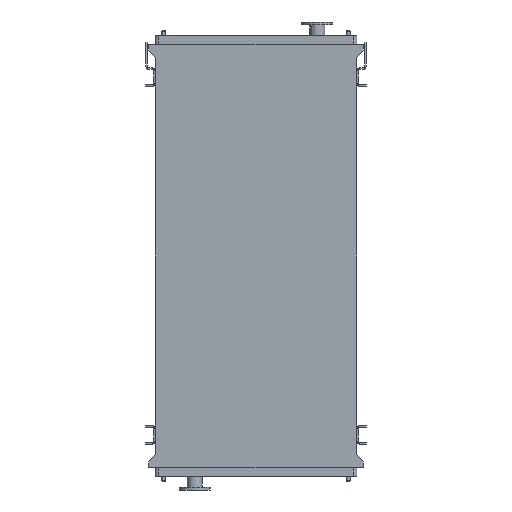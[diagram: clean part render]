
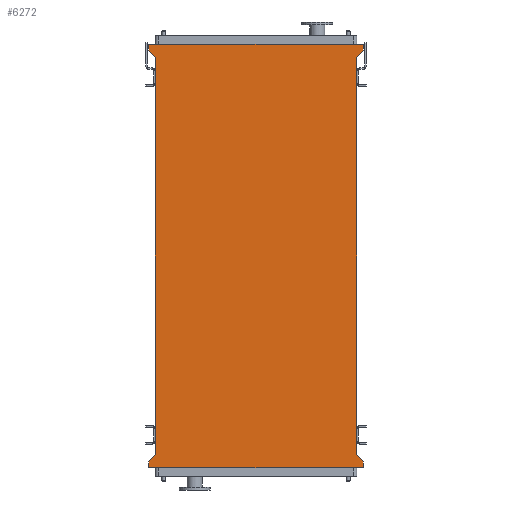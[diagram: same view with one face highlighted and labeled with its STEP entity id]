
A CAD part, front view. The second image highlights one B-rep face of the part: STEP entity #6272.
In plain terms, the highlighted planar face has unit normal (0, -1, 0).
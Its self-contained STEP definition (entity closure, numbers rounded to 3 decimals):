
#131 = CARTESIAN_POINT ( 'NONE',  ( -771., 0., -2945. ) ) ;
#173 = DIRECTION ( 'NONE',  ( 0., 0., 1. ) ) ;
#539 = CARTESIAN_POINT ( 'NONE',  ( 725., 0., -2850. ) ) ;
#759 = CARTESIAN_POINT ( 'NONE',  ( -771., 0., 95. ) ) ;
#1127 = CARTESIAN_POINT ( 'NONE',  ( -771., 0., -2903. ) ) ;
#1245 = VECTOR ( 'NONE', #15901, 1000. ) ;
#1342 = CARTESIAN_POINT ( 'NONE',  ( 725., 0., -2850. ) ) ;
#1603 = DIRECTION ( 'NONE',  ( 0., 0., 1. ) ) ;
#1750 = DIRECTION ( 'NONE',  ( 0., 0., -1. ) ) ;
#1811 = DIRECTION ( 'NONE',  ( 0., -1., 0. ) ) ;
#1854 = CARTESIAN_POINT ( 'NONE',  ( 725., 0., 0. ) ) ;
#1972 = PLANE ( 'NONE',  #8342 ) ;
#2062 = LINE ( 'NONE', #131, #9688 ) ;
#2203 = CARTESIAN_POINT ( 'NONE',  ( 771., 0., -2903. ) ) ;
#2346 = ORIENTED_EDGE ( 'NONE', *, *, #5286, .F. ) ;
#2372 = ORIENTED_EDGE ( 'NONE', *, *, #5917, .T. ) ;
#3079 = VERTEX_POINT ( 'NONE', #16275 ) ;
#3186 = VECTOR ( 'NONE', #9943, 1000. ) ;
#3199 = CARTESIAN_POINT ( 'NONE',  ( 725., 0., -2850. ) ) ;
#3400 = VERTEX_POINT ( 'NONE', #4988 ) ;
#3813 = CARTESIAN_POINT ( 'NONE',  ( -725., 0., -2850. ) ) ;
#4139 = CARTESIAN_POINT ( 'NONE',  ( -771., 0., 95. ) ) ;
#4486 = VECTOR ( 'NONE', #11922, 1000. ) ;
#4525 = VECTOR ( 'NONE', #16320, 1000. ) ;
#4896 = EDGE_CURVE ( 'NONE', #14901, #10930, #12419, .T. ) ;
#4988 = CARTESIAN_POINT ( 'NONE',  ( -771., 0., 53. ) ) ;
#5049 = ORIENTED_EDGE ( 'NONE', *, *, #5262, .F. ) ;
#5262 = EDGE_CURVE ( 'NONE', #12861, #9156, #7876, .T. ) ;
#5286 = EDGE_CURVE ( 'NONE', #3400, #14901, #6969, .T. ) ;
#5289 = EDGE_CURVE ( 'NONE', #9862, #9081, #10468, .T. ) ;
#5402 = EDGE_CURVE ( 'NONE', #11086, #12861, #16346, .T. ) ;
#5538 = EDGE_CURVE ( 'NONE', #10930, #3079, #8295, .T. ) ;
#5605 = EDGE_CURVE ( 'NONE', #6388, #9862, #2062, .T. ) ;
#5917 = EDGE_CURVE ( 'NONE', #11086, #16031, #6460, .T. ) ;
#5945 = EDGE_CURVE ( 'NONE', #11153, #3400, #12383, .T. ) ;
#5975 = EDGE_CURVE ( 'NONE', #9081, #11153, #11674, .T. ) ;
#6065 = EDGE_CURVE ( 'NONE', #3079, #16031, #12552, .T. ) ;
#6190 = EDGE_CURVE ( 'NONE', #9156, #6388, #10422, .T. ) ;
#6272 = ADVANCED_FACE ( 'NONE', ( #16583 ), #1972, .T. ) ;
#6388 = VERTEX_POINT ( 'NONE', #7278 ) ;
#6460 = LINE ( 'NONE', #1342, #12734 ) ;
#6664 = CARTESIAN_POINT ( 'NONE',  ( 771., 0., -2945. ) ) ;
#6723 = DIRECTION ( 'NONE',  ( -1., 0., 0. ) ) ;
#6969 = LINE ( 'NONE', #9770, #3186 ) ;
#7190 = ORIENTED_EDGE ( 'NONE', *, *, #5945, .F. ) ;
#7278 = CARTESIAN_POINT ( 'NONE',  ( -771., 0., -2945. ) ) ;
#7876 = LINE ( 'NONE', #12144, #15899 ) ;
#8117 = CARTESIAN_POINT ( 'NONE',  ( 771., 0., 95. ) ) ;
#8295 = LINE ( 'NONE', #8117, #11522 ) ;
#8333 = ORIENTED_EDGE ( 'NONE', *, *, #6065, .F. ) ;
#8342 = AXIS2_PLACEMENT_3D ( 'NONE', #3813, #1811, #1750 ) ;
#8588 = CARTESIAN_POINT ( 'NONE',  ( 771., 0., 95. ) ) ;
#8766 = EDGE_LOOP ( 'NONE', ( #2372, #8333, #11017, #12068, #2346, #7190, #10275, #10650, #11205, #9907, #5049, #11344 ) ) ;
#9081 = VERTEX_POINT ( 'NONE', #13103 ) ;
#9156 = VERTEX_POINT ( 'NONE', #12366 ) ;
#9324 = VECTOR ( 'NONE', #11489, 1000. ) ;
#9655 = CARTESIAN_POINT ( 'NONE',  ( -771., 0., -2903. ) ) ;
#9684 = DIRECTION ( 'NONE',  ( 0., 0., -1. ) ) ;
#9688 = VECTOR ( 'NONE', #1603, 1000. ) ;
#9711 = DIRECTION ( 'NONE',  ( 0.655, 0., 0.755 ) ) ;
#9770 = CARTESIAN_POINT ( 'NONE',  ( -771., 0., 53. ) ) ;
#9862 = VERTEX_POINT ( 'NONE', #1127 ) ;
#9907 = ORIENTED_EDGE ( 'NONE', *, *, #6190, .F. ) ;
#9943 = DIRECTION ( 'NONE',  ( 0., 0., 1. ) ) ;
#10275 = ORIENTED_EDGE ( 'NONE', *, *, #5975, .F. ) ;
#10422 = LINE ( 'NONE', #6664, #15604 ) ;
#10468 = LINE ( 'NONE', #9655, #13076 ) ;
#10650 = ORIENTED_EDGE ( 'NONE', *, *, #5289, .F. ) ;
#10930 = VERTEX_POINT ( 'NONE', #8588 ) ;
#11017 = ORIENTED_EDGE ( 'NONE', *, *, #5538, .F. ) ;
#11086 = VERTEX_POINT ( 'NONE', #3199 ) ;
#11107 = DIRECTION ( 'NONE',  ( 0., 0., -1. ) ) ;
#11153 = VERTEX_POINT ( 'NONE', #16402 ) ;
#11205 = ORIENTED_EDGE ( 'NONE', *, *, #5605, .F. ) ;
#11344 = ORIENTED_EDGE ( 'NONE', *, *, #5402, .F. ) ;
#11489 = DIRECTION ( 'NONE',  ( 1., 0., 0. ) ) ;
#11522 = VECTOR ( 'NONE', #9684, 1000. ) ;
#11674 = LINE ( 'NONE', #12417, #4486 ) ;
#11922 = DIRECTION ( 'NONE',  ( 0., 0., 1. ) ) ;
#12068 = ORIENTED_EDGE ( 'NONE', *, *, #4896, .F. ) ;
#12144 = CARTESIAN_POINT ( 'NONE',  ( 771., 0., -2903. ) ) ;
#12366 = CARTESIAN_POINT ( 'NONE',  ( 771., 0., -2945. ) ) ;
#12383 = LINE ( 'NONE', #16543, #14746 ) ;
#12417 = CARTESIAN_POINT ( 'NONE',  ( -725., 0., -2850. ) ) ;
#12419 = LINE ( 'NONE', #759, #9324 ) ;
#12552 = LINE ( 'NONE', #15991, #1245 ) ;
#12734 = VECTOR ( 'NONE', #173, 1000. ) ;
#12861 = VERTEX_POINT ( 'NONE', #2203 ) ;
#13076 = VECTOR ( 'NONE', #9711, 1000. ) ;
#13103 = CARTESIAN_POINT ( 'NONE',  ( -725., 0., -2850. ) ) ;
#14746 = VECTOR ( 'NONE', #15369, 1000. ) ;
#14901 = VERTEX_POINT ( 'NONE', #4139 ) ;
#15369 = DIRECTION ( 'NONE',  ( -0.655, 0., 0.755 ) ) ;
#15604 = VECTOR ( 'NONE', #6723, 1000. ) ;
#15899 = VECTOR ( 'NONE', #11107, 1000. ) ;
#15901 = DIRECTION ( 'NONE',  ( -0.655, 0., -0.755 ) ) ;
#15991 = CARTESIAN_POINT ( 'NONE',  ( 771., 0., 53. ) ) ;
#16031 = VERTEX_POINT ( 'NONE', #1854 ) ;
#16275 = CARTESIAN_POINT ( 'NONE',  ( 771., 0., 53. ) ) ;
#16320 = DIRECTION ( 'NONE',  ( 0.655, 0., -0.755 ) ) ;
#16346 = LINE ( 'NONE', #539, #4525 ) ;
#16402 = CARTESIAN_POINT ( 'NONE',  ( -725., 0., 0. ) ) ;
#16543 = CARTESIAN_POINT ( 'NONE',  ( -725., 0., 0. ) ) ;
#16583 = FACE_OUTER_BOUND ( 'NONE', #8766, .T. ) ;
